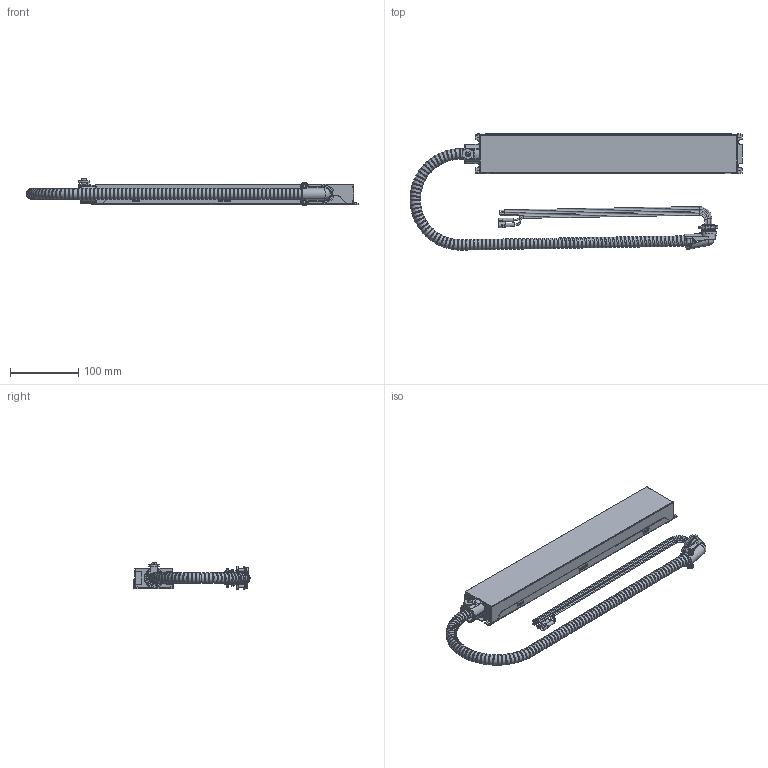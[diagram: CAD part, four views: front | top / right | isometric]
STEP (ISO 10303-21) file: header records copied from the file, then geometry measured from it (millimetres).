
FILE_DESCRIPTION(/* description */ (''),/* implementation_level */ '2;1');
FILE_NAME(/* name */ 'LBU10-M.stp',/* time_stamp */ '2019-09-09T15:17:45-05:00',/* author */ ('sfradkina'),/* organization */ (''),/* preprocessor_version */ 'ST-DEVELOPER v16.13',/* originating_system */ 'Autodesk Inventor 2018',/* authorisation */ '');
FILE_SCHEMA (('AUTOMOTIVE_DESIGN { 1 0 10303 214 3 1 1 }'));
Products named in the file (1): battery_metal_case
Bounding box: 486.56 x 170.32 x 40.19 mm (x, y, z)
Volume: 184773.3 mm3; surface area: 238003.1 mm2
Topology: 25 solids, 25 shells, 1235 faces, 2851 edges, 1882 vertices
Faces by surface type: plane 729, cylinder 420, torus 55, cone 19, bspline 9, sphere 3
Full cylindrical faces by diameter (mm): 1.524 x9, 2.032 x24, 2.54 x1, 3.2 x1, 3.556 x1, 3.68 x2, 4.064 x1, 4.699 x2, 5.08 x4, 5.969 x1, 6.858 x1, 7.62 x4, 12.7 x100, 14.605 x1, 15.24 x65, 17.78 x2, 18.288 x1, 19.05 x1, 19.304 x1, 19.685 x1, 20.32 x1, 23.495 x1, 24.765 x1, 28.575 x1
Entity records: 45464 total; most frequent: CARTESIAN_POINT 18100, DIRECTION 5616, ORIENTED_EDGE 4944, EDGE_CURVE 2472, AXIS2_PLACEMENT_3D 2114, EDGE_LOOP 1805, VERTEX_POINT 1795, LINE 1388
